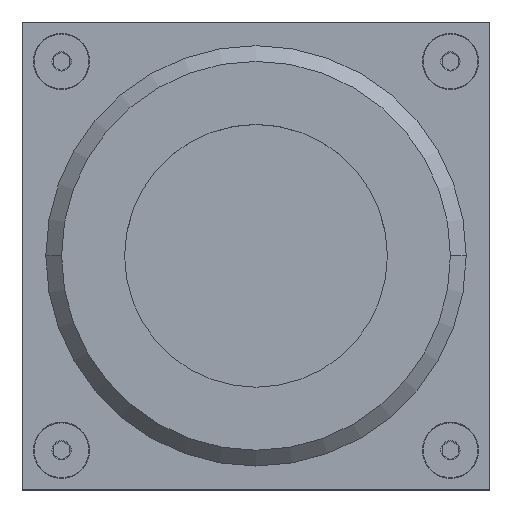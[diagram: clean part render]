
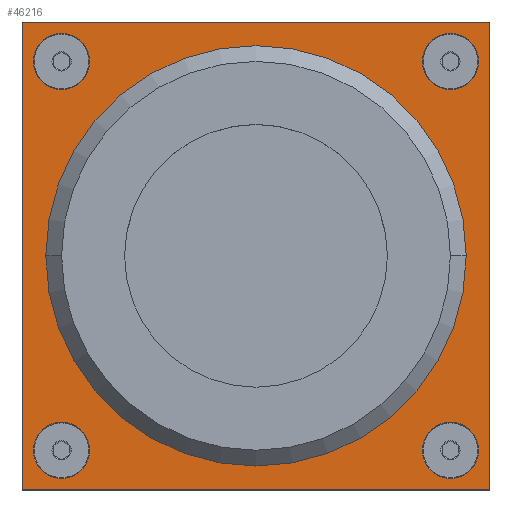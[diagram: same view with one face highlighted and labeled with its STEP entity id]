
A CAD part, top view. The second image highlights one B-rep face of the part: STEP entity #46216.
In plain terms, the highlighted planar face has unit normal (0, 0, 1).
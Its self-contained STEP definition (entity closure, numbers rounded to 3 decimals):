
#265 = AXIS2_PLACEMENT_3D ( 'NONE', #54472, #41683, #28262 ) ;
#864 = AXIS2_PLACEMENT_3D ( 'NONE', #30736, #52937, #53309 ) ;
#1071 = VERTEX_POINT ( 'NONE', #4980 ) ;
#1625 = EDGE_CURVE ( 'NONE', #46485, #3641, #40129, .T. ) ;
#1699 = VERTEX_POINT ( 'NONE', #33613 ) ;
#2047 = CIRCLE ( 'NONE', #864, 5.347 ) ;
#3255 = VERTEX_POINT ( 'NONE', #15256 ) ;
#3458 = DIRECTION ( 'NONE',  ( 0., 0., 1. ) ) ;
#3641 = VERTEX_POINT ( 'NONE', #48693 ) ;
#4030 = EDGE_CURVE ( 'NONE', #31342, #51049, #2047, .T. ) ;
#4605 = CIRCLE ( 'NONE', #55787, 5.347 ) ;
#4768 = ORIENTED_EDGE ( 'NONE', *, *, #34817, .F. ) ;
#4980 = CARTESIAN_POINT ( 'NONE',  ( -27.963, 57.39, 106.55 ) ) ;
#5261 = CARTESIAN_POINT ( 'NONE',  ( -33.31, 57.39, 106.55 ) ) ;
#5454 = DIRECTION ( 'NONE',  ( 1., 0., 0. ) ) ;
#5507 = EDGE_CURVE ( 'NONE', #14608, #1071, #55558, .T. ) ;
#5549 = VECTOR ( 'NONE', #14473, 1000. ) ;
#5626 = DIRECTION ( 'NONE',  ( 0., 0., 1. ) ) ;
#7486 = CARTESIAN_POINT ( 'NONE',  ( -33.31, -16.61, 106.55 ) ) ;
#8274 = LINE ( 'NONE', #37376, #40455 ) ;
#9082 = DIRECTION ( 'NONE',  ( 1., 0., 0. ) ) ;
#10438 = CARTESIAN_POINT ( 'NONE',  ( -40.81, -24.11, 106.55 ) ) ;
#11169 = DIRECTION ( 'NONE',  ( 1., 0., 0. ) ) ;
#11215 = DIRECTION ( 'NONE',  ( 0., -1., 0. ) ) ;
#12241 = VERTEX_POINT ( 'NONE', #24376 ) ;
#12453 = LINE ( 'NONE', #41050, #5549 ) ;
#14041 = CIRCLE ( 'NONE', #53712, 40. ) ;
#14473 = DIRECTION ( 'NONE',  ( -1., 0., 0. ) ) ;
#14608 = VERTEX_POINT ( 'NONE', #21407 ) ;
#15256 = CARTESIAN_POINT ( 'NONE',  ( 48.19, 64.89, 106.55 ) ) ;
#15472 = CIRCLE ( 'NONE', #50546, 5.347 ) ;
#15802 = CARTESIAN_POINT ( 'NONE',  ( 35.343, 57.39, 106.55 ) ) ;
#16285 = DIRECTION ( 'NONE',  ( 1., 0., 0. ) ) ;
#17410 = FACE_BOUND ( 'NONE', #48426, .T. ) ;
#18408 = ORIENTED_EDGE ( 'NONE', *, *, #4030, .F. ) ;
#19451 = FACE_BOUND ( 'NONE', #55899, .T. ) ;
#19504 = AXIS2_PLACEMENT_3D ( 'NONE', #55266, #29611, #16285 ) ;
#19752 = CIRCLE ( 'NONE', #32599, 5.347 ) ;
#20046 = LINE ( 'NONE', #30971, #53595 ) ;
#20078 = EDGE_CURVE ( 'NONE', #1071, #14608, #19752, .T. ) ;
#20712 = ORIENTED_EDGE ( 'NONE', *, *, #39718, .T. ) ;
#21407 = CARTESIAN_POINT ( 'NONE',  ( -38.657, 57.39, 106.55 ) ) ;
#21991 = DIRECTION ( 'NONE',  ( 0., 1., 0. ) ) ;
#22137 = CARTESIAN_POINT ( 'NONE',  ( 46.037, 57.39, 106.55 ) ) ;
#22841 = ORIENTED_EDGE ( 'NONE', *, *, #41670, .T. ) ;
#23994 = AXIS2_PLACEMENT_3D ( 'NONE', #7486, #46921, #11169 ) ;
#24376 = CARTESIAN_POINT ( 'NONE',  ( -38.657, -16.61, 106.55 ) ) ;
#25811 = ORIENTED_EDGE ( 'NONE', *, *, #33011, .F. ) ;
#25881 = EDGE_CURVE ( 'NONE', #1699, #55601, #4605, .T. ) ;
#26310 = EDGE_LOOP ( 'NONE', ( #43587, #40552 ) ) ;
#27078 = EDGE_CURVE ( 'NONE', #47981, #12241, #30380, .T. ) ;
#27513 = VERTEX_POINT ( 'NONE', #40567 ) ;
#27691 = FACE_BOUND ( 'NONE', #26310, .T. ) ;
#28262 = DIRECTION ( 'NONE',  ( 1., 0., 0. ) ) ;
#29381 = CARTESIAN_POINT ( 'NONE',  ( -27.963, -16.61, 106.55 ) ) ;
#29611 = DIRECTION ( 'NONE',  ( 0., 0., 1. ) ) ;
#30028 = ORIENTED_EDGE ( 'NONE', *, *, #50113, .F. ) ;
#30380 = CIRCLE ( 'NONE', #23994, 5.347 ) ;
#30500 = PLANE ( 'NONE',  #36499 ) ;
#30614 = VECTOR ( 'NONE', #54580, 1000. ) ;
#30736 = CARTESIAN_POINT ( 'NONE',  ( 40.69, 57.39, 106.55 ) ) ;
#30971 = CARTESIAN_POINT ( 'NONE',  ( 48.19, 64.89, 106.55 ) ) ;
#31076 = AXIS2_PLACEMENT_3D ( 'NONE', #47127, #3458, #38495 ) ;
#31342 = VERTEX_POINT ( 'NONE', #22137 ) ;
#31349 = LINE ( 'NONE', #10438, #30614 ) ;
#32599 = AXIS2_PLACEMENT_3D ( 'NONE', #5261, #5626, #5454 ) ;
#33011 = EDGE_CURVE ( 'NONE', #3641, #46485, #14041, .T. ) ;
#33370 = CARTESIAN_POINT ( 'NONE',  ( 3.69, 20.39, 106.55 ) ) ;
#33613 = CARTESIAN_POINT ( 'NONE',  ( 46.037, -16.61, 106.55 ) ) ;
#34105 = ORIENTED_EDGE ( 'NONE', *, *, #25881, .F. ) ;
#34817 = EDGE_CURVE ( 'NONE', #55601, #1699, #15472, .T. ) ;
#34901 = DIRECTION ( 'NONE',  ( 1., 0., 0. ) ) ;
#35197 = FACE_BOUND ( 'NONE', #37526, .T. ) ;
#35472 = DIRECTION ( 'NONE',  ( 0., 0., 1. ) ) ;
#36499 = AXIS2_PLACEMENT_3D ( 'NONE', #43758, #35472, #34901 ) ;
#37376 = CARTESIAN_POINT ( 'NONE',  ( -40.81, 64.89, 106.55 ) ) ;
#37526 = EDGE_LOOP ( 'NONE', ( #53157, #25811 ) ) ;
#37973 = VERTEX_POINT ( 'NONE', #49549 ) ;
#38164 = CARTESIAN_POINT ( 'NONE',  ( 3.69, 20.39, 106.55 ) ) ;
#38495 = DIRECTION ( 'NONE',  ( 1., 0., 0. ) ) ;
#39301 = FACE_OUTER_BOUND ( 'NONE', #45301, .T. ) ;
#39718 = EDGE_CURVE ( 'NONE', #44077, #37973, #8274, .T. ) ;
#40129 = CIRCLE ( 'NONE', #49872, 40. ) ;
#40455 = VECTOR ( 'NONE', #11215, 1000. ) ;
#40552 = ORIENTED_EDGE ( 'NONE', *, *, #5507, .F. ) ;
#40567 = CARTESIAN_POINT ( 'NONE',  ( 48.19, -24.11, 106.55 ) ) ;
#40726 = CIRCLE ( 'NONE', #19504, 5.347 ) ;
#41050 = CARTESIAN_POINT ( 'NONE',  ( -40.81, 64.89, 106.55 ) ) ;
#41670 = EDGE_CURVE ( 'NONE', #37973, #27513, #31349, .T. ) ;
#41683 = DIRECTION ( 'NONE',  ( 0., 0., 1. ) ) ;
#41976 = CARTESIAN_POINT ( 'NONE',  ( -36.31, 20.39, 106.55 ) ) ;
#42185 = CARTESIAN_POINT ( 'NONE',  ( 35.343, -16.61, 106.55 ) ) ;
#42477 = EDGE_CURVE ( 'NONE', #27513, #3255, #20046, .T. ) ;
#42706 = DIRECTION ( 'NONE',  ( 1., 0., 0. ) ) ;
#43031 = EDGE_CURVE ( 'NONE', #3255, #44077, #12453, .T. ) ;
#43587 = ORIENTED_EDGE ( 'NONE', *, *, #20078, .F. ) ;
#43758 = CARTESIAN_POINT ( 'NONE',  ( -40.81, -24.11, 106.55 ) ) ;
#43924 = CARTESIAN_POINT ( 'NONE',  ( 40.69, -16.61, 106.55 ) ) ;
#44077 = VERTEX_POINT ( 'NONE', #48226 ) ;
#45153 = ORIENTED_EDGE ( 'NONE', *, *, #42477, .T. ) ;
#45301 = EDGE_LOOP ( 'NONE', ( #20712, #22841, #45153, #55281 ) ) ;
#46216 = ADVANCED_FACE ( 'NONE', ( #39301, #19451, #17410, #46863, #27691, #35197 ), #30500, .T. ) ;
#46485 = VERTEX_POINT ( 'NONE', #41976 ) ;
#46537 = DIRECTION ( 'NONE',  ( 0., 0., 1. ) ) ;
#46783 = DIRECTION ( 'NONE',  ( 0., 0., 1. ) ) ;
#46863 = FACE_BOUND ( 'NONE', #55550, .T. ) ;
#46921 = DIRECTION ( 'NONE',  ( 0., 0., 1. ) ) ;
#47082 = CARTESIAN_POINT ( 'NONE',  ( 40.69, -16.61, 106.55 ) ) ;
#47127 = CARTESIAN_POINT ( 'NONE',  ( -33.31, 57.39, 106.55 ) ) ;
#47981 = VERTEX_POINT ( 'NONE', #29381 ) ;
#48226 = CARTESIAN_POINT ( 'NONE',  ( -40.81, 64.89, 106.55 ) ) ;
#48426 = EDGE_LOOP ( 'NONE', ( #34105, #4768 ) ) ;
#48693 = CARTESIAN_POINT ( 'NONE',  ( 43.69, 20.39, 106.55 ) ) ;
#49549 = CARTESIAN_POINT ( 'NONE',  ( -40.81, -24.11, 106.55 ) ) ;
#49872 = AXIS2_PLACEMENT_3D ( 'NONE', #38164, #51586, #55777 ) ;
#50113 = EDGE_CURVE ( 'NONE', #12241, #47981, #40726, .T. ) ;
#50546 = AXIS2_PLACEMENT_3D ( 'NONE', #47082, #46537, #42706 ) ;
#51049 = VERTEX_POINT ( 'NONE', #15802 ) ;
#51586 = DIRECTION ( 'NONE',  ( 0., 0., 1. ) ) ;
#52937 = DIRECTION ( 'NONE',  ( 0., 0., 1. ) ) ;
#53157 = ORIENTED_EDGE ( 'NONE', *, *, #1625, .F. ) ;
#53309 = DIRECTION ( 'NONE',  ( 1., 0., 0. ) ) ;
#53595 = VECTOR ( 'NONE', #21991, 1000. ) ;
#53712 = AXIS2_PLACEMENT_3D ( 'NONE', #33370, #46783, #55914 ) ;
#53890 = EDGE_CURVE ( 'NONE', #51049, #31342, #53922, .T. ) ;
#53922 = CIRCLE ( 'NONE', #265, 5.347 ) ;
#54237 = ORIENTED_EDGE ( 'NONE', *, *, #53890, .F. ) ;
#54472 = CARTESIAN_POINT ( 'NONE',  ( 40.69, 57.39, 106.55 ) ) ;
#54580 = DIRECTION ( 'NONE',  ( 1., 0., 0. ) ) ;
#54647 = ORIENTED_EDGE ( 'NONE', *, *, #27078, .F. ) ;
#55266 = CARTESIAN_POINT ( 'NONE',  ( -33.31, -16.61, 106.55 ) ) ;
#55281 = ORIENTED_EDGE ( 'NONE', *, *, #43031, .T. ) ;
#55550 = EDGE_LOOP ( 'NONE', ( #18408, #54237 ) ) ;
#55558 = CIRCLE ( 'NONE', #31076, 5.347 ) ;
#55601 = VERTEX_POINT ( 'NONE', #42185 ) ;
#55777 = DIRECTION ( 'NONE',  ( 1., 0., 0. ) ) ;
#55787 = AXIS2_PLACEMENT_3D ( 'NONE', #43924, #56691, #9082 ) ;
#55899 = EDGE_LOOP ( 'NONE', ( #54647, #30028 ) ) ;
#55914 = DIRECTION ( 'NONE',  ( 1., 0., 0. ) ) ;
#56691 = DIRECTION ( 'NONE',  ( 0., 0., 1. ) ) ;
